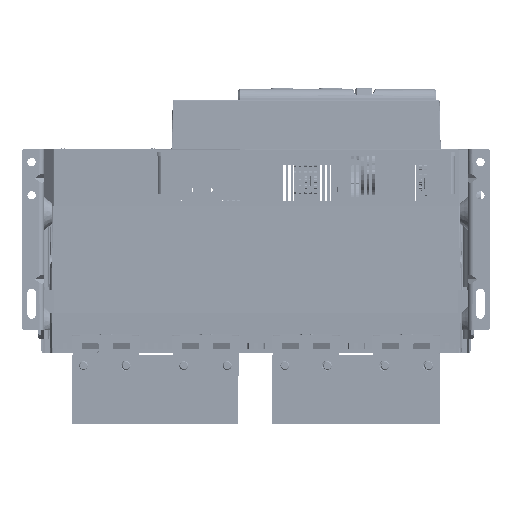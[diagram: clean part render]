
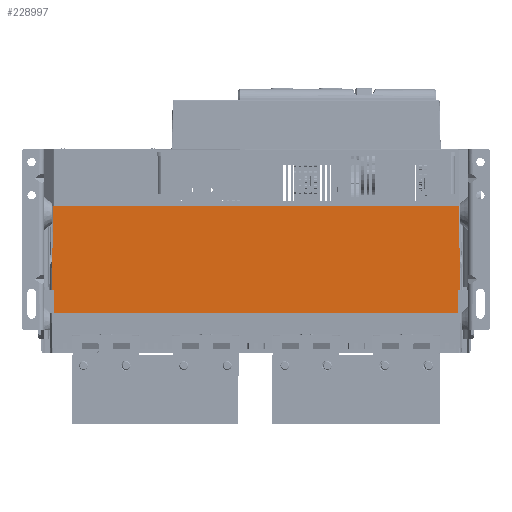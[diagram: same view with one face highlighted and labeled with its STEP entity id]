
A CAD part, front view. The second image highlights one B-rep face of the part: STEP entity #228997.
In plain terms, the highlighted planar face has unit normal (0, -1, 0.013).
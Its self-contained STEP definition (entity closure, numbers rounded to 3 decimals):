
#14456=DIRECTION('',(1.,0.,0.));
#14457=VECTOR('',#14456,463.75);
#14458=CARTESIAN_POINT('',(-453.375,-13.,0.));
#14459=LINE('',#14458,#14457);
#14460=DIRECTION('',(-0.017,0.013,1.));
#14461=VECTOR('',#14460,27.006);
#14462=CARTESIAN_POINT('',(-453.375,-13.,0.));
#14463=LINE('',#14462,#14461);
#14464=DIRECTION('',(0.013,0.013,1.));
#14465=VECTOR('',#14464,96.016);
#14466=CARTESIAN_POINT('',(-455.606,-12.647,27.));
#14467=LINE('',#14466,#14465);
#14468=DIRECTION('',(1.,0.,0.));
#14469=VECTOR('',#14468,465.793);
#14470=CARTESIAN_POINT('',(-454.397,-11.39,123.));
#14471=LINE('',#14470,#14469);
#14472=DIRECTION('',(0.013,-0.013,-1.));
#14473=VECTOR('',#14472,96.016);
#14474=CARTESIAN_POINT('',(11.397,-11.39,123.));
#14475=LINE('',#14474,#14473);
#14476=DIRECTION('',(-1.,0.,0.));
#14477=VECTOR('',#14476,1.76);
#14478=CARTESIAN_POINT('',(12.606,-12.647,27.));
#14479=LINE('',#14478,#14477);
#14594=DIRECTION('',(0.017,0.013,1.));
#14595=VECTOR('',#14594,27.006);
#14596=CARTESIAN_POINT('',(10.375,-13.,0.));
#14597=LINE('',#14596,#14595);
#54891=DIRECTION('',(1.,0.,0.));
#54892=VECTOR('',#54891,1.76);
#54893=CARTESIAN_POINT('',(-455.606,-12.647,27.));
#54894=LINE('',#54893,#54892);
#57797=CARTESIAN_POINT('',(11.397,-11.39,123.));
#171068=VERTEX_POINT('',#57797);
#171069=CARTESIAN_POINT('',(-454.397,-11.39,123.));
#171070=VERTEX_POINT('',#171069);
#172493=CARTESIAN_POINT('',(-455.606,-12.647,27.));
#172494=VERTEX_POINT('',#172493);
#172507=CARTESIAN_POINT('',(-453.846,-12.647,27.));
#172508=VERTEX_POINT('',#172507);
#176204=CARTESIAN_POINT('',(10.846,-12.647,27.));
#176206=VERTEX_POINT('',#176204);
#176227=CARTESIAN_POINT('',(12.606,-12.647,27.));
#176228=VERTEX_POINT('',#176227);
#187434=CARTESIAN_POINT('',(-453.375,-13.,0.));
#187435=CARTESIAN_POINT('',(10.375,-13.,0.));
#187436=VERTEX_POINT('',#187434);
#187437=VERTEX_POINT('',#187435);
#228976=CARTESIAN_POINT('',(-476.007,-13.,0.));
#228977=DIRECTION('',(0.,-1.,0.013));
#228978=DIRECTION('',(-1.,0.,0.));
#228979=AXIS2_PLACEMENT_3D('',#228976,#228977,#228978);
#228980=PLANE('',#228979);
#228982=ORIENTED_EDGE('',*,*,#228981,.F.);
#228984=ORIENTED_EDGE('',*,*,#228983,.T.);
#228986=ORIENTED_EDGE('',*,*,#228985,.F.);
#228988=ORIENTED_EDGE('',*,*,#228987,.T.);
#228990=ORIENTED_EDGE('',*,*,#228989,.T.);
#228991=ORIENTED_EDGE('',*,*,#228966,.T.);
#228992=ORIENTED_EDGE('',*,*,#228845,.T.);
#228994=ORIENTED_EDGE('',*,*,#228993,.F.);
#228995=EDGE_LOOP('',(#228982,#228984,#228986,#228988,#228990,#228991,#228992,
#228994));
#228996=FACE_OUTER_BOUND('',#228995,.F.);
#228997=ADVANCED_FACE('',(#228996),#228980,.T.);
#228845=EDGE_CURVE('',#176228,#176206,#14479,.T.);
#228966=EDGE_CURVE('',#171068,#176228,#14475,.T.);
#228981=EDGE_CURVE('',#187436,#187437,#14459,.T.);
#228983=EDGE_CURVE('',#187436,#172508,#14463,.T.);
#228985=EDGE_CURVE('',#172494,#172508,#54894,.T.);
#228987=EDGE_CURVE('',#172494,#171070,#14467,.T.);
#228989=EDGE_CURVE('',#171070,#171068,#14471,.T.);
#228993=EDGE_CURVE('',#187437,#176206,#14597,.T.);
